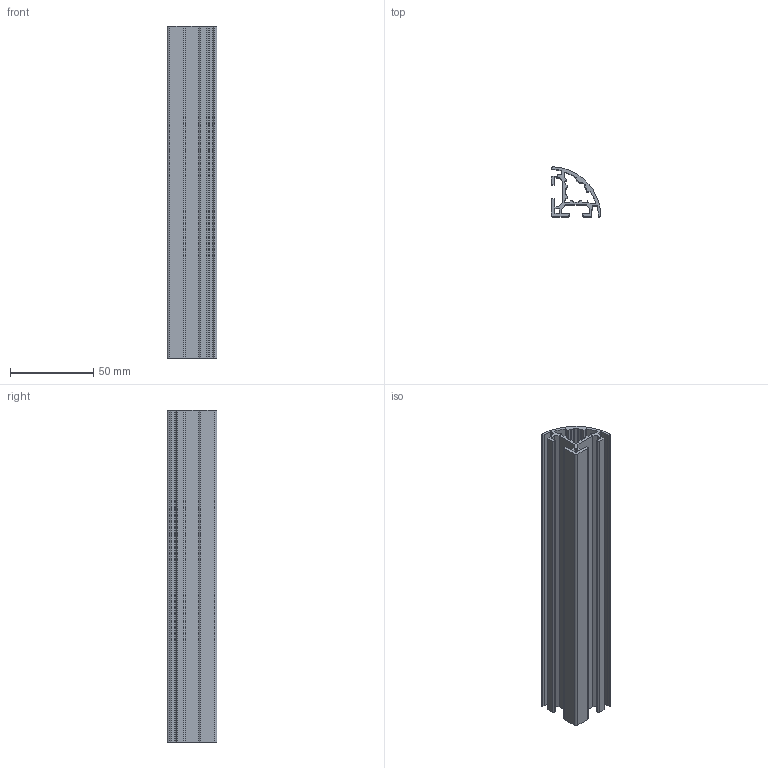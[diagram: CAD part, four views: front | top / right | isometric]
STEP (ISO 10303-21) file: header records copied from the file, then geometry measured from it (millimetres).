
FILE_DESCRIPTION (( 'STEP AP203' ), '1' );
FILE_NAME ('perfil 30x30 abaulado encl..STEP', '2015-12-11T17:05:37', ( '' ), ( '' ), 'SwSTEP 2.0', 'SolidWorks 2014', '' );
FILE_SCHEMA (( 'CONFIG_CONTROL_DESIGN' ));
Length unit declared in the file: millimetre
Products named in the file (1): perfil 30x30 abaulado encl.
Bounding box: 30 x 30 x 200 mm (x, y, z)
Volume: 49553.8 mm3; surface area: 55046.4 mm2
Topology: 1 solids, 1 shells, 157 faces, 467 edges, 312 vertices
Faces by surface type: cylinder 95, plane 62
Entity records: 5432 total; most frequent: DIRECTION 973, CARTESIAN_POINT 937, ORIENTED_EDGE 934, EDGE_CURVE 467, AXIS2_PLACEMENT_3D 348, VERTEX_POINT 312, LINE 277, VECTOR 277
